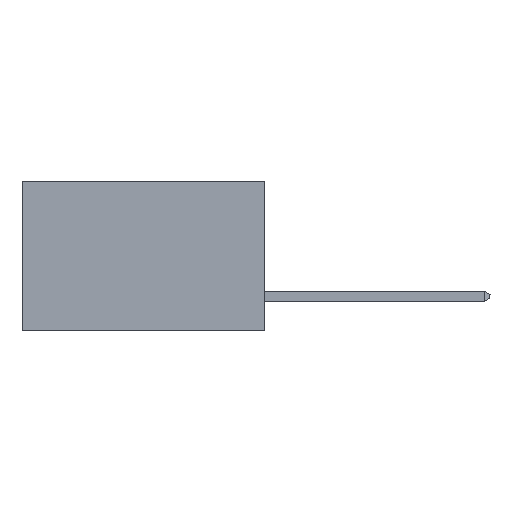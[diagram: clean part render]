
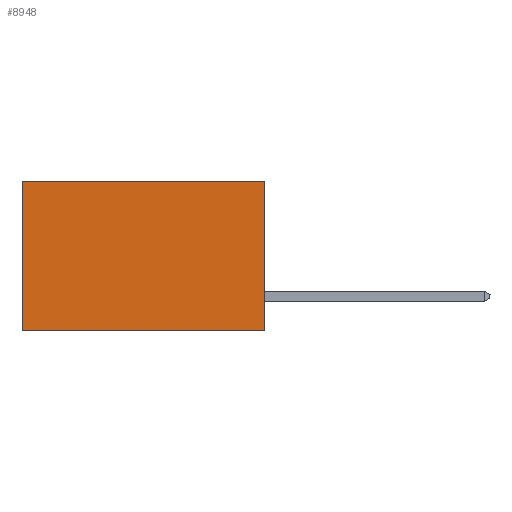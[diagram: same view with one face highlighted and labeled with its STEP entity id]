
A CAD part, left-side view. The second image highlights one B-rep face of the part: STEP entity #8948.
In plain terms, the highlighted planar face has unit normal (-1, 0, 0).
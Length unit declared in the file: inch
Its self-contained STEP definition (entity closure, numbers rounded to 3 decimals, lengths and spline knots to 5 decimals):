
#122 = VERTEX_POINT ( 'NONE', #4551 ) ;
#832 = CARTESIAN_POINT ( 'NONE',  ( 0.2615, 0., 0. ) ) ;
#995 = VERTEX_POINT ( 'NONE', #2484 ) ;
#1696 = VERTEX_POINT ( 'NONE', #832 ) ;
#2038 = DIRECTION ( 'NONE',  ( 0., 0., -1. ) ) ;
#2420 = DIRECTION ( 'NONE',  ( 0., 0., -1. ) ) ;
#2484 = CARTESIAN_POINT ( 'NONE',  ( 0.2615, 0.6, 0. ) ) ;
#2607 = LINE ( 'NONE', #3837, #5255 ) ;
#2662 = EDGE_LOOP ( 'NONE', ( #10593, #10236, #7501, #5286 ) ) ;
#2676 = DIRECTION ( 'NONE',  ( 0., 1., 0. ) ) ;
#3221 = PLANE ( 'NONE',  #4940 ) ;
#3837 = CARTESIAN_POINT ( 'NONE',  ( 0.2615, 0.6, -0.37 ) ) ;
#4474 = CARTESIAN_POINT ( 'NONE',  ( 0.2615, 0., -0.37 ) ) ;
#4515 = VECTOR ( 'NONE', #2676, 39.37008 ) ;
#4551 = CARTESIAN_POINT ( 'NONE',  ( 0.2615, 0., -0.37 ) ) ;
#4940 = AXIS2_PLACEMENT_3D ( 'NONE', #6706, #5737, #9556 ) ;
#4958 = EDGE_CURVE ( 'NONE', #1696, #995, #8724, .T. ) ;
#5030 = DIRECTION ( 'NONE',  ( 0., 1., 0. ) ) ;
#5255 = VECTOR ( 'NONE', #2038, 39.37008 ) ;
#5286 = ORIENTED_EDGE ( 'NONE', *, *, #4958, .T. ) ;
#5455 = VECTOR ( 'NONE', #5030, 39.37008 ) ;
#5610 = EDGE_CURVE ( 'NONE', #122, #7312, #9069, .T. ) ;
#5692 = EDGE_CURVE ( 'NONE', #1696, #122, #7960, .T. ) ;
#5737 = DIRECTION ( 'NONE',  ( 1., 0., 0. ) ) ;
#6086 = CARTESIAN_POINT ( 'NONE',  ( 0.2615, 0., -0.37 ) ) ;
#6706 = CARTESIAN_POINT ( 'NONE',  ( 0.2615, 0., -0.37 ) ) ;
#6751 = EDGE_CURVE ( 'NONE', #995, #7312, #2607, .T. ) ;
#7312 = VERTEX_POINT ( 'NONE', #9384 ) ;
#7501 = ORIENTED_EDGE ( 'NONE', *, *, #5692, .F. ) ;
#7706 = CARTESIAN_POINT ( 'NONE',  ( 0.2615, 0., 0. ) ) ;
#7802 = FACE_OUTER_BOUND ( 'NONE', #2662, .T. ) ;
#7960 = LINE ( 'NONE', #6086, #11854 ) ;
#8724 = LINE ( 'NONE', #7706, #5455 ) ;
#8948 = ADVANCED_FACE ( 'NONE', ( #7802 ), #3221, .F. ) ;
#9069 = LINE ( 'NONE', #4474, #4515 ) ;
#9384 = CARTESIAN_POINT ( 'NONE',  ( 0.2615, 0.6, -0.37 ) ) ;
#9556 = DIRECTION ( 'NONE',  ( 0., 0., -1. ) ) ;
#10236 = ORIENTED_EDGE ( 'NONE', *, *, #5610, .F. ) ;
#10593 = ORIENTED_EDGE ( 'NONE', *, *, #6751, .T. ) ;
#11854 = VECTOR ( 'NONE', #2420, 39.37008 ) ;
